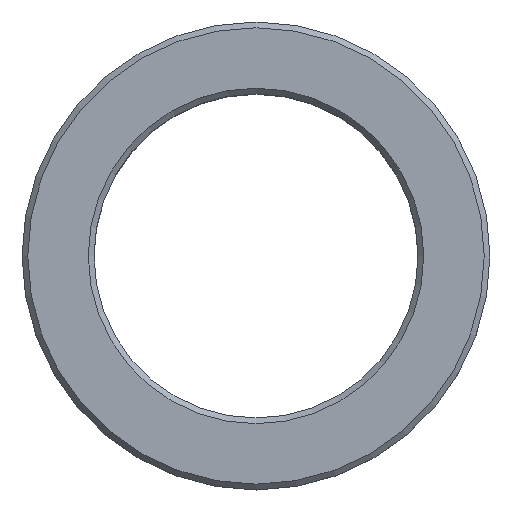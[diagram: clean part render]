
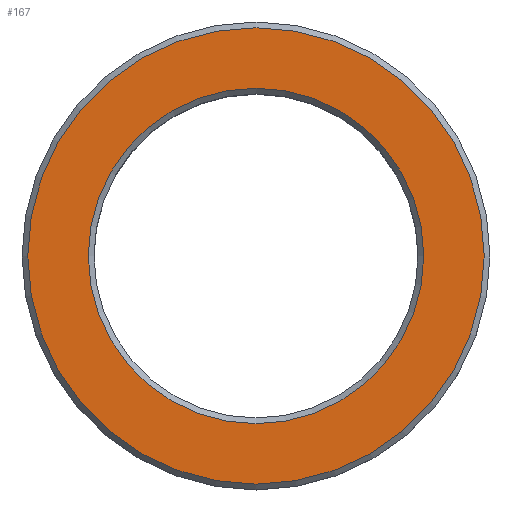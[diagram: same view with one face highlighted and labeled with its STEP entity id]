
A CAD part, top view. The second image highlights one B-rep face of the part: STEP entity #167.
In plain terms, the highlighted planar face has unit normal (0, 0, 1).
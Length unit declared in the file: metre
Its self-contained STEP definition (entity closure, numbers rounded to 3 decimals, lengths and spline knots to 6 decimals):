
#167=ADVANCED_FACE('',(#211,#212),#213,.T.);
#211=FACE_BOUND('',#4033,.T.);
#212=FACE_OUTER_BOUND('',#4034,.T.);
#213=PLANE('',#4035);
#4033=EDGE_LOOP('',(#7894));
#4034=EDGE_LOOP('',(#7895));
#4035=AXIS2_PLACEMENT_3D('',#7896,#7897,#7898);
#7894=ORIENTED_EDGE('',*,*,#7931,.T.);
#7895=ORIENTED_EDGE('',*,*,#7922,.F.);
#7896=CARTESIAN_POINT('',(0.0317,0.0,0.03));
#7897=DIRECTION('',(0.0,0.,1.0));
#7898=DIRECTION('',(0.0,-1.0,0.));
#7922=EDGE_CURVE('',#7956,#7956,#7957,.T.);
#7931=EDGE_CURVE('',#7974,#7974,#7975,.T.);
#7956=VERTEX_POINT('',#8214);
#7957=CIRCLE('',#8215,0.0317);
#7974=VERTEX_POINT('',#8232);
#7975=CIRCLE('',#8233,0.0233);
#8214=CARTESIAN_POINT('',(0.0,0.0317,0.03));
#8215=AXIS2_PLACEMENT_3D('',#8256,#8257,#8258);
#8232=CARTESIAN_POINT('',(0.0,0.0233,0.03));
#8233=AXIS2_PLACEMENT_3D('',#8283,#8284,#8285);
#8256=CARTESIAN_POINT('',(0.0,0.0,0.03));
#8257=DIRECTION('',(0.0,0.,-1.0));
#8258=DIRECTION('',(0.0,1.0,0.));
#8283=CARTESIAN_POINT('',(0.0,0.0,0.03));
#8284=DIRECTION('',(0.0,0.,-1.0));
#8285=DIRECTION('',(0.0,1.0,0.));
